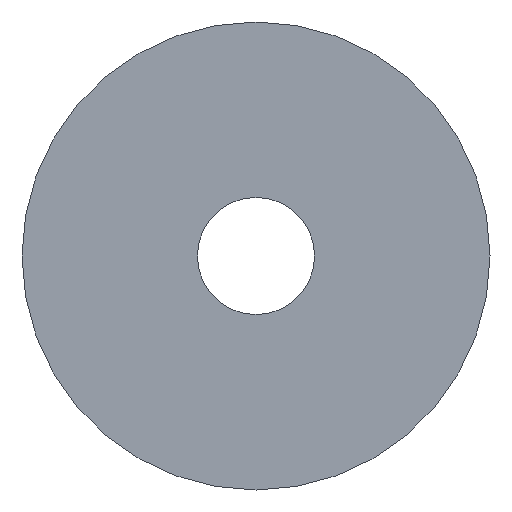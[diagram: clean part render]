
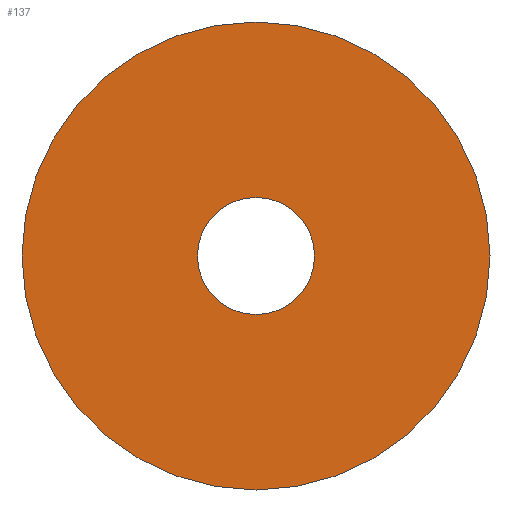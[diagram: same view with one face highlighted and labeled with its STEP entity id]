
A CAD part, front view. The second image highlights one B-rep face of the part: STEP entity #137.
In plain terms, the highlighted planar face has unit normal (0, -1, 0).
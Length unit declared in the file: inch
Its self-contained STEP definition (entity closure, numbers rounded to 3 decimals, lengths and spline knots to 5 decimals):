
#1 = DIRECTION ( 'NONE',  ( 0., 1., 0. ) ) ;
#2 = AXIS2_PLACEMENT_3D ( 'NONE', #4, #1, #3 ) ;
#3 = DIRECTION ( 'NONE',  ( 0., 0., 1. ) ) ;
#4 = CARTESIAN_POINT ( 'NONE',  ( 0., -0.01563, 0. ) ) ;
#5 = VERTEX_POINT ( 'NONE', #57 ) ;
#10 = CARTESIAN_POINT ( 'NONE',  ( 0., -0.01563, 0. ) ) ;
#13 = DIRECTION ( 'NONE',  ( 0., 0., 1. ) ) ;
#14 = DIRECTION ( 'NONE',  ( 0., 1., 0. ) ) ;
#15 = CARTESIAN_POINT ( 'NONE',  ( 0., -0.01563, 0. ) ) ;
#16 = AXIS2_PLACEMENT_3D ( 'NONE', #15, #14, #13 ) ;
#17 = CIRCLE ( 'NONE', #16, 0.0625 ) ;
#18 = PLANE ( 'NONE',  #2 ) ;
#19 = FACE_BOUND ( 'NONE', #61, .T. ) ;
#20 = FACE_OUTER_BOUND ( 'NONE', #138, .T. ) ;
#42 = CARTESIAN_POINT ( 'NONE',  ( 0., -0.01563, -0.25 ) ) ;
#43 = DIRECTION ( 'NONE',  ( 0., 0., 1. ) ) ;
#44 = DIRECTION ( 'NONE',  ( 0., 1., 0. ) ) ;
#45 = CARTESIAN_POINT ( 'NONE',  ( 0., -0.01563, 0. ) ) ;
#46 = AXIS2_PLACEMENT_3D ( 'NONE', #45, #44, #43 ) ;
#47 = CIRCLE ( 'NONE', #46, 0.25 ) ;
#51 = DIRECTION ( 'NONE',  ( 0., 0., 1. ) ) ;
#52 = DIRECTION ( 'NONE',  ( 0., 1., 0. ) ) ;
#53 = CARTESIAN_POINT ( 'NONE',  ( 0., -0.01563, 0. ) ) ;
#54 = AXIS2_PLACEMENT_3D ( 'NONE', #53, #52, #51 ) ;
#55 = CIRCLE ( 'NONE', #54, 0.25 ) ;
#57 = CARTESIAN_POINT ( 'NONE',  ( 0., -0.01563, 0.0625 ) ) ;
#58 = ORIENTED_EDGE ( 'NONE', *, *, #59, .F. ) ;
#59 = EDGE_CURVE ( 'NONE', #125, #79, #55, .T. ) ;
#60 = ORIENTED_EDGE ( 'NONE', *, *, #124, .F. ) ;
#61 = EDGE_LOOP ( 'NONE', ( #62, #63 ) ) ;
#62 = ORIENTED_EDGE ( 'NONE', *, *, #67, .T. ) ;
#63 = ORIENTED_EDGE ( 'NONE', *, *, #64, .T. ) ;
#64 = EDGE_CURVE ( 'NONE', #5, #68, #17, .T. ) ;
#67 = EDGE_CURVE ( 'NONE', #68, #5, #111, .T. ) ;
#68 = VERTEX_POINT ( 'NONE', #107 ) ;
#79 = VERTEX_POINT ( 'NONE', #85 ) ;
#85 = CARTESIAN_POINT ( 'NONE',  ( 0., -0.01563, 0.25 ) ) ;
#107 = CARTESIAN_POINT ( 'NONE',  ( 0., -0.01563, -0.0625 ) ) ;
#108 = DIRECTION ( 'NONE',  ( 0., 0., 1. ) ) ;
#109 = DIRECTION ( 'NONE',  ( 0., 1., 0. ) ) ;
#110 = AXIS2_PLACEMENT_3D ( 'NONE', #10, #109, #108 ) ;
#111 = CIRCLE ( 'NONE', #110, 0.0625 ) ;
#124 = EDGE_CURVE ( 'NONE', #79, #125, #47, .T. ) ;
#125 = VERTEX_POINT ( 'NONE', #42 ) ;
#137 = ADVANCED_FACE ( 'NONE', ( #20, #19 ), #18, .F. ) ;
#138 = EDGE_LOOP ( 'NONE', ( #58, #60 ) ) ;
